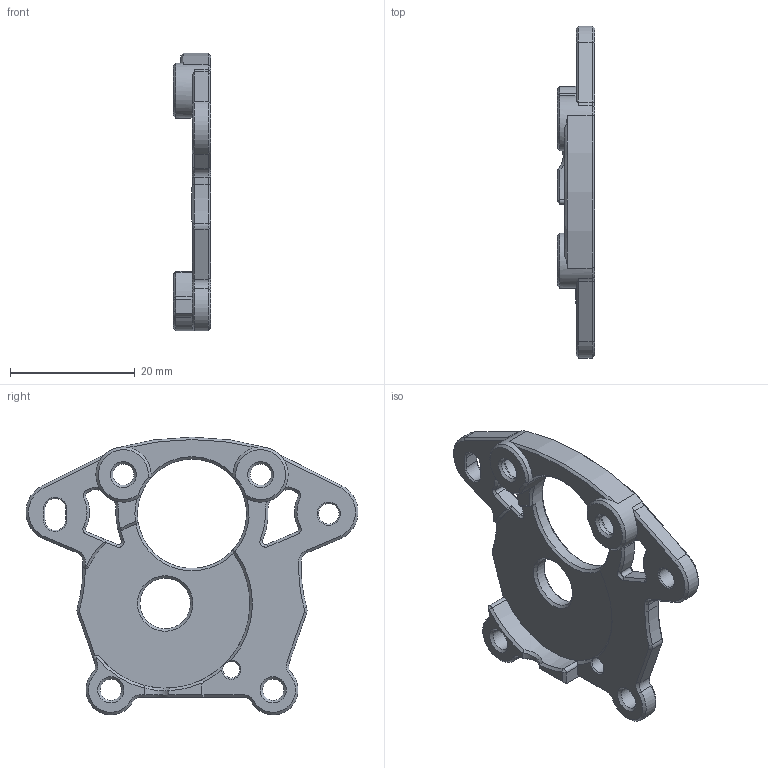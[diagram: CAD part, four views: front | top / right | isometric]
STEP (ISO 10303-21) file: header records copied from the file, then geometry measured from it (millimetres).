
FILE_DESCRIPTION(/* description */ ('STEP AP242','CAx-IF Rec.Pracs.---Representation and Presentation of Product Manufacturing Information (PMI)---4.0---2014-10-13','CAx-IF Rec.Pracs.---3D Tessellated Geometry---0.4---2014-09-14','2;1'),/* implementation_level */ '2;1');
FILE_NAME(/* name */ '62c29f36eedb6e77db3ecfe8',/* time_stamp */ '2022-07-04T08:05:11+00:00',/* author */ (''),/* organization */ (''),/* preprocessor_version */ 'ST-DEVELOPER v18.102',/* originating_system */ ' ',/* authorisation */ ' ');
FILE_SCHEMA (('AP242_MANAGED_MODEL_BASED_3D_ENGINEERING_MIM_LF { 1 0 10303 442 1 1 4 }'));
Length unit declared in the file: metre
Products named in the file (1): Motor_Frame
Bounding box: 6 x 53.21 x 44.5 mm (x, y, z)
Volume: 3740.3 mm3; surface area: 3771.3 mm2
Topology: 1 solids, 1 shells, 228 faces, 574 edges, 344 vertices
Faces by surface type: cone 109, plane 60, cylinder 54, bspline 5
Full cylindrical faces by diameter (mm): 2.7 x1, 3.3 x1, 3.4 x4, 4.7 x2, 8.1 x1, 17.5 x1
Entity records: 6947 total; most frequent: CARTESIAN_POINT 1588, DIRECTION 1158, ORIENTED_EDGE 1072, EDGE_CURVE 536, AXIS2_PLACEMENT_3D 459, VERTEX_POINT 332, EDGE_LOOP 272, FACE_BOUND 272
